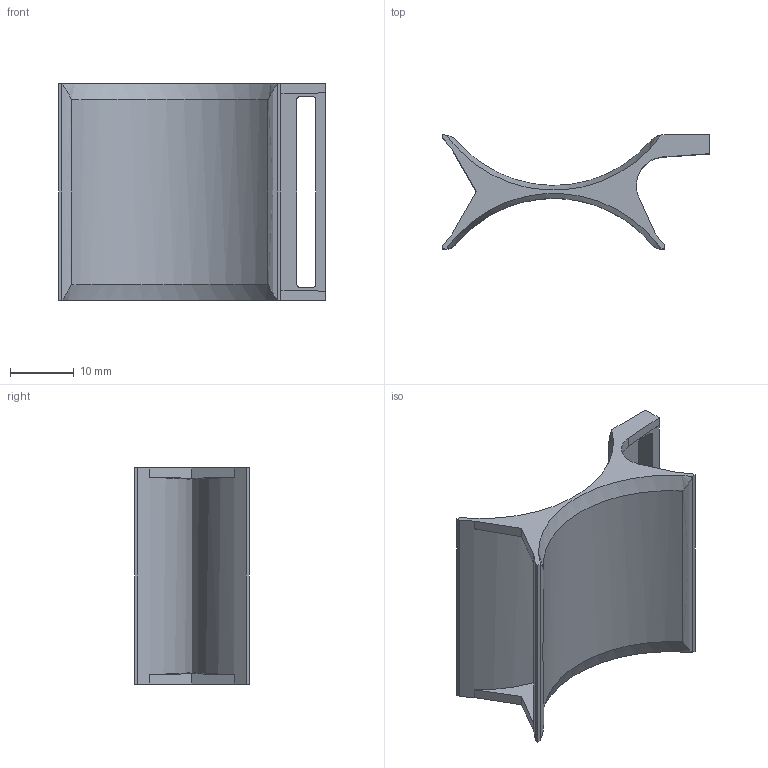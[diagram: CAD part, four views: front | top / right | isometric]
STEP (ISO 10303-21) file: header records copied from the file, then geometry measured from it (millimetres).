
FILE_DESCRIPTION(/* description */ (''),/* implementation_level */ '2;1');
FILE_NAME(/* name */ '1196405',/* time_stamp */ '2016-03-01T16:23:36+01:00',/* author */ (''),/* organization */ (''),/* preprocessor_version */ 'ST-DEVELOPER v15',/* originating_system */ '',/* authorisation */ '');
FILE_SCHEMA (('CONFIG_CONTROL_DESIGN'));
Length unit declared in the file: millimetre
Products named in the file (1): Document
Bounding box: 42 x 18.01 x 34 mm (x, y, z)
Surface area: 5830.1 mm2 (no closed solid volume)
Topology: 0 solids, 1 shells, 49 faces, 144 edges, 96 vertices
Faces by surface type: plane 27, bspline 22
Entity records: 2351 total; most frequent: CARTESIAN_POINT 1416, ORIENTED_EDGE 287, EDGE_CURVE 144, VERTEX_POINT 96, B_SPLINE_CURVE_WITH_KNOTS 84, EDGE_LOOP 51, ADVANCED_FACE 49, FACE_OUTER_BOUND 49
